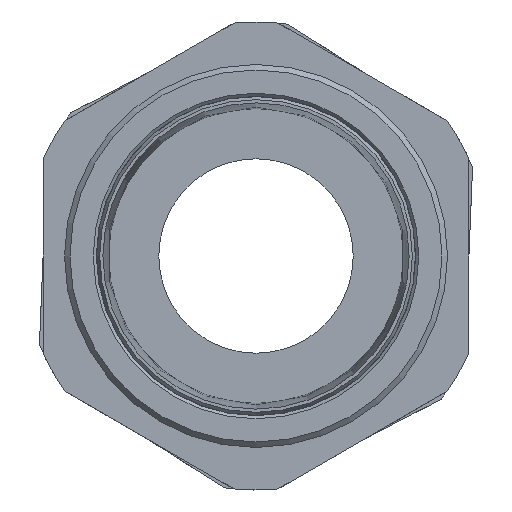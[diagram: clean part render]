
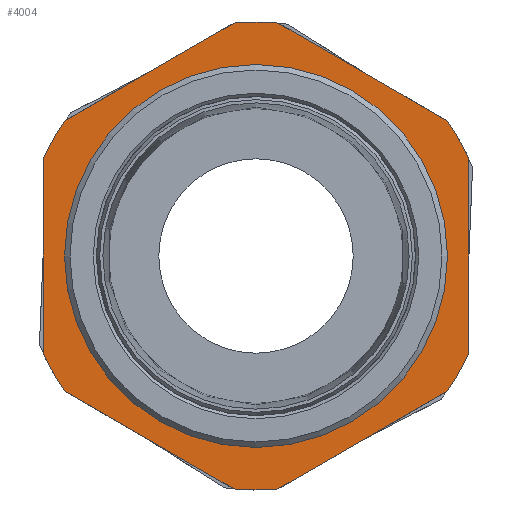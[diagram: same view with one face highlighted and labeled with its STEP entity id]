
A CAD part, left-side view. The second image highlights one B-rep face of the part: STEP entity #4004.
In plain terms, the highlighted planar face has unit normal (-1, 0, 0).
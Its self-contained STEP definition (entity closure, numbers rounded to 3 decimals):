
#90 = DIRECTION ( 'NONE',  ( 0., -0.866, 0.5 ) ) ;
#248 = AXIS2_PLACEMENT_3D ( 'NONE', #1696, #1150, #4749 ) ;
#293 = DIRECTION ( 'NONE',  ( 0., 0., -1. ) ) ;
#366 = CARTESIAN_POINT ( 'NONE',  ( 15., 35., 20.207 ) ) ;
#463 = CARTESIAN_POINT ( 'NONE',  ( 15., 0., 0. ) ) ;
#496 = DIRECTION ( 'NONE',  ( 0., 0., -1. ) ) ;
#574 = CIRCLE ( 'NONE', #931, 38.5 ) ;
#590 = LINE ( 'NONE', #5988, #3391 ) ;
#607 = DIRECTION ( 'NONE',  ( 1., 0., 0. ) ) ;
#701 = CARTESIAN_POINT ( 'NONE',  ( 15., 0., 40.415 ) ) ;
#831 = CARTESIAN_POINT ( 'NONE',  ( 15., 31.39, -22.291 ) ) ;
#931 = AXIS2_PLACEMENT_3D ( 'NONE', #1800, #5819, #6313 ) ;
#966 = CARTESIAN_POINT ( 'NONE',  ( 15., -35., -16.039 ) ) ;
#992 = EDGE_CURVE ( 'NONE', #1982, #2690, #590, .T. ) ;
#1150 = DIRECTION ( 'NONE',  ( 1., 0., 0. ) ) ;
#1161 = EDGE_CURVE ( 'NONE', #5231, #4532, #3573, .T. ) ;
#1190 = CARTESIAN_POINT ( 'NONE',  ( 15., -35., 16.039 ) ) ;
#1195 = DIRECTION ( 'NONE',  ( 0., -0.866, -0.5 ) ) ;
#1278 = CARTESIAN_POINT ( 'NONE',  ( 15., 35., -16.039 ) ) ;
#1470 = CARTESIAN_POINT ( 'NONE',  ( 15., 31.5, 0. ) ) ;
#1614 = CARTESIAN_POINT ( 'NONE',  ( 15., 0., -40.415 ) ) ;
#1649 = CARTESIAN_POINT ( 'NONE',  ( 15., 0., 31.5 ) ) ;
#1696 = CARTESIAN_POINT ( 'NONE',  ( 15., 0., 0. ) ) ;
#1705 = AXIS2_PLACEMENT_3D ( 'NONE', #3121, #607, #2591 ) ;
#1759 = EDGE_CURVE ( 'NONE', #4704, #2518, #5350, .T. ) ;
#1800 = CARTESIAN_POINT ( 'NONE',  ( 15., 0., 0. ) ) ;
#1908 = PLANE ( 'NONE',  #2377 ) ;
#1923 = DIRECTION ( 'NONE',  ( 0., 0., -1. ) ) ;
#1933 = DIRECTION ( 'NONE',  ( 1., 0., 0. ) ) ;
#1982 = VERTEX_POINT ( 'NONE', #3703 ) ;
#2008 = VERTEX_POINT ( 'NONE', #5734 ) ;
#2015 = DIRECTION ( 'NONE',  ( 0., 0.866, 0.5 ) ) ;
#2108 = EDGE_CURVE ( 'NONE', #4830, #2008, #574, .T. ) ;
#2134 = CARTESIAN_POINT ( 'NONE',  ( 15., 0., 0. ) ) ;
#2285 = AXIS2_PLACEMENT_3D ( 'NONE', #5208, #6229, #4215 ) ;
#2340 = ORIENTED_EDGE ( 'NONE', *, *, #3418, .T. ) ;
#2377 = AXIS2_PLACEMENT_3D ( 'NONE', #1470, #1933, #3940 ) ;
#2518 = VERTEX_POINT ( 'NONE', #1278 ) ;
#2544 = FACE_BOUND ( 'NONE', #3635, .T. ) ;
#2552 = LINE ( 'NONE', #366, #4674 ) ;
#2591 = DIRECTION ( 'NONE',  ( 0., 0., -1. ) ) ;
#2629 = CIRCLE ( 'NONE', #1705, 38.5 ) ;
#2690 = VERTEX_POINT ( 'NONE', #6045 ) ;
#2777 = EDGE_CURVE ( 'NONE', #4225, #2690, #4485, .T. ) ;
#2795 = ORIENTED_EDGE ( 'NONE', *, *, #2108, .F. ) ;
#2807 = EDGE_LOOP ( 'NONE', ( #3460, #3903, #5647, #4167, #5066, #2795, #5944, #4179, #5962, #2982, #2340, #5206 ) ) ;
#2982 = ORIENTED_EDGE ( 'NONE', *, *, #2777, .F. ) ;
#3042 = EDGE_CURVE ( 'NONE', #4704, #4532, #4802, .T. ) ;
#3121 = CARTESIAN_POINT ( 'NONE',  ( 15., 0., 0. ) ) ;
#3227 = EDGE_CURVE ( 'NONE', #1982, #4620, #2629, .T. ) ;
#3252 = AXIS2_PLACEMENT_3D ( 'NONE', #3967, #5483, #496 ) ;
#3391 = VECTOR ( 'NONE', #2015, 1000. ) ;
#3418 = EDGE_CURVE ( 'NONE', #4225, #5573, #5994, .T. ) ;
#3458 = EDGE_CURVE ( 'NONE', #5124, #5124, #3482, .T. ) ;
#3460 = ORIENTED_EDGE ( 'NONE', *, *, #5549, .T. ) ;
#3482 = CIRCLE ( 'NONE', #2285, 31.5 ) ;
#3573 = CIRCLE ( 'NONE', #248, 38.5 ) ;
#3635 = EDGE_LOOP ( 'NONE', ( #3642 ) ) ;
#3642 = ORIENTED_EDGE ( 'NONE', *, *, #3458, .F. ) ;
#3651 = VECTOR ( 'NONE', #1195, 1000. ) ;
#3656 = CARTESIAN_POINT ( 'NONE',  ( 15., 35., -20.207 ) ) ;
#3684 = CARTESIAN_POINT ( 'NONE',  ( 15., -35., -20.207 ) ) ;
#3703 = CARTESIAN_POINT ( 'NONE',  ( 15., -31.39, 22.291 ) ) ;
#3903 = ORIENTED_EDGE ( 'NONE', *, *, #1759, .F. ) ;
#3940 = DIRECTION ( 'NONE',  ( 0., 0., -1. ) ) ;
#3967 = CARTESIAN_POINT ( 'NONE',  ( 15., 0., 0. ) ) ;
#4004 = ADVANCED_FACE ( 'NONE', ( #5196, #2544 ), #1908, .F. ) ;
#4167 = ORIENTED_EDGE ( 'NONE', *, *, #1161, .F. ) ;
#4179 = ORIENTED_EDGE ( 'NONE', *, *, #3227, .F. ) ;
#4215 = DIRECTION ( 'NONE',  ( 0., 0., 1. ) ) ;
#4223 = CARTESIAN_POINT ( 'NONE',  ( 15., 3.61, 38.33 ) ) ;
#4225 = VERTEX_POINT ( 'NONE', #4223 ) ;
#4256 = LINE ( 'NONE', #3684, #6133 ) ;
#4293 = DIRECTION ( 'NONE',  ( 0., 0.866, -0.5 ) ) ;
#4377 = CARTESIAN_POINT ( 'NONE',  ( 15., 31.39, 22.291 ) ) ;
#4485 = CIRCLE ( 'NONE', #5411, 38.5 ) ;
#4504 = DIRECTION ( 'NONE',  ( 1., 0., 0. ) ) ;
#4532 = VERTEX_POINT ( 'NONE', #4694 ) ;
#4620 = VERTEX_POINT ( 'NONE', #1190 ) ;
#4674 = VECTOR ( 'NONE', #5315, 1000. ) ;
#4694 = CARTESIAN_POINT ( 'NONE',  ( 15., 3.61, -38.33 ) ) ;
#4704 = VERTEX_POINT ( 'NONE', #831 ) ;
#4749 = DIRECTION ( 'NONE',  ( 0., 0., -1. ) ) ;
#4802 = LINE ( 'NONE', #3656, #3651 ) ;
#4817 = VERTEX_POINT ( 'NONE', #5472 ) ;
#4830 = VERTEX_POINT ( 'NONE', #966 ) ;
#4868 = EDGE_CURVE ( 'NONE', #4830, #4620, #4256, .T. ) ;
#4970 = VECTOR ( 'NONE', #4293, 1000. ) ;
#4971 = CIRCLE ( 'NONE', #3252, 38.5 ) ;
#5066 = ORIENTED_EDGE ( 'NONE', *, *, #6384, .T. ) ;
#5124 = VERTEX_POINT ( 'NONE', #1649 ) ;
#5196 = FACE_OUTER_BOUND ( 'NONE', #2807, .T. ) ;
#5206 = ORIENTED_EDGE ( 'NONE', *, *, #6249, .F. ) ;
#5208 = CARTESIAN_POINT ( 'NONE',  ( 15., 0., 0. ) ) ;
#5231 = VERTEX_POINT ( 'NONE', #5946 ) ;
#5236 = DIRECTION ( 'NONE',  ( 1., 0., 0. ) ) ;
#5315 = DIRECTION ( 'NONE',  ( 0., 0., -1. ) ) ;
#5350 = CIRCLE ( 'NONE', #5747, 38.5 ) ;
#5411 = AXIS2_PLACEMENT_3D ( 'NONE', #2134, #5236, #293 ) ;
#5472 = CARTESIAN_POINT ( 'NONE',  ( 15., 35., 16.039 ) ) ;
#5483 = DIRECTION ( 'NONE',  ( 1., 0., 0. ) ) ;
#5549 = EDGE_CURVE ( 'NONE', #4817, #2518, #2552, .T. ) ;
#5573 = VERTEX_POINT ( 'NONE', #4377 ) ;
#5647 = ORIENTED_EDGE ( 'NONE', *, *, #3042, .T. ) ;
#5734 = CARTESIAN_POINT ( 'NONE',  ( 15., -31.39, -22.291 ) ) ;
#5747 = AXIS2_PLACEMENT_3D ( 'NONE', #463, #4504, #1923 ) ;
#5819 = DIRECTION ( 'NONE',  ( 1., 0., 0. ) ) ;
#5944 = ORIENTED_EDGE ( 'NONE', *, *, #4868, .T. ) ;
#5946 = CARTESIAN_POINT ( 'NONE',  ( 15., -3.61, -38.33 ) ) ;
#5962 = ORIENTED_EDGE ( 'NONE', *, *, #992, .T. ) ;
#5988 = CARTESIAN_POINT ( 'NONE',  ( 15., -35., 20.207 ) ) ;
#5994 = LINE ( 'NONE', #701, #4970 ) ;
#6045 = CARTESIAN_POINT ( 'NONE',  ( 15., -3.61, 38.33 ) ) ;
#6083 = LINE ( 'NONE', #1614, #6219 ) ;
#6133 = VECTOR ( 'NONE', #6168, 1000. ) ;
#6168 = DIRECTION ( 'NONE',  ( 0., 0., 1. ) ) ;
#6219 = VECTOR ( 'NONE', #90, 1000. ) ;
#6229 = DIRECTION ( 'NONE',  ( -1., 0., 0. ) ) ;
#6249 = EDGE_CURVE ( 'NONE', #4817, #5573, #4971, .T. ) ;
#6313 = DIRECTION ( 'NONE',  ( 0., 0., -1. ) ) ;
#6384 = EDGE_CURVE ( 'NONE', #5231, #2008, #6083, .T. ) ;
